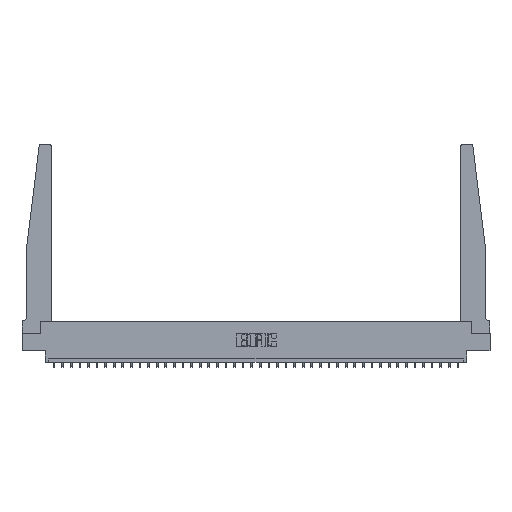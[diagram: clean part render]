
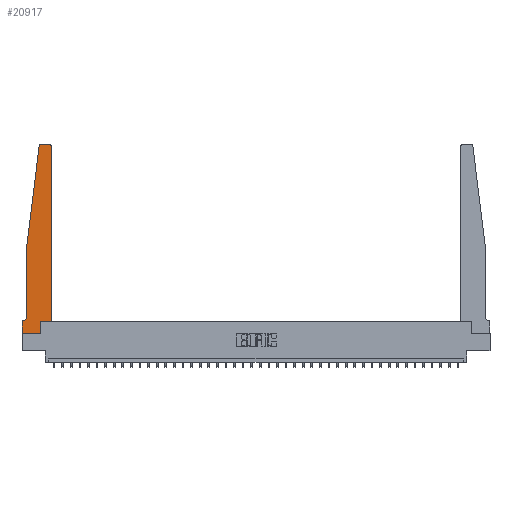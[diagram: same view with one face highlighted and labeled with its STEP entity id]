
A CAD part, top view. The second image highlights one B-rep face of the part: STEP entity #20917.
In plain terms, the highlighted planar face has unit normal (0, 0, 1).
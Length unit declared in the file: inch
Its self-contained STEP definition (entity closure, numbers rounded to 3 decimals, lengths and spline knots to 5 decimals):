
#760 = DIRECTION ( 'NONE',  ( 1., 0., 0. ) ) ;
#885 = VECTOR ( 'NONE', #23236, 39.37008 ) ;
#1497 = CARTESIAN_POINT ( 'NONE',  ( 0.015, 0.2375, 0.37 ) ) ;
#1629 = EDGE_CURVE ( 'NONE', #3113, #24224, #20757, .T. ) ;
#1858 = ORIENTED_EDGE ( 'NONE', *, *, #10548, .T. ) ;
#2085 = CARTESIAN_POINT ( 'NONE',  ( 0.24675, 2.72367, 0.37 ) ) ;
#2383 = VECTOR ( 'NONE', #20432, 39.37008 ) ;
#2647 = CARTESIAN_POINT ( 'NONE',  ( 0.25, 2.75, 0.37 ) ) ;
#2802 = VERTEX_POINT ( 'NONE', #33458 ) ;
#2945 = EDGE_CURVE ( 'NONE', #3821, #13139, #21277, .T. ) ;
#2958 = VECTOR ( 'NONE', #760, 39.37008 ) ;
#3113 = VERTEX_POINT ( 'NONE', #3839 ) ;
#3636 = EDGE_CURVE ( 'NONE', #23843, #4136, #13137, .T. ) ;
#3821 = VERTEX_POINT ( 'NONE', #13485 ) ;
#3839 = CARTESIAN_POINT ( 'NONE',  ( 0., 0.1875, 0.37 ) ) ;
#3879 = ORIENTED_EDGE ( 'NONE', *, *, #4824, .T. ) ;
#4117 = CARTESIAN_POINT ( 'NONE',  ( 0.2605, 0.18, 0.37 ) ) ;
#4136 = VERTEX_POINT ( 'NONE', #28942 ) ;
#4317 = CIRCLE ( 'NONE', #6534, 0.05 ) ;
#4356 = VECTOR ( 'NONE', #31368, 39.37008 ) ;
#4824 = EDGE_CURVE ( 'NONE', #7405, #9617, #9726, .T. ) ;
#4934 = CARTESIAN_POINT ( 'NONE',  ( 0., 0., 0.37 ) ) ;
#4951 = DIRECTION ( 'NONE',  ( 1., 0., 0. ) ) ;
#5113 = DIRECTION ( 'NONE',  ( -1., 0., 0. ) ) ;
#5160 = DIRECTION ( 'NONE',  ( 1., 0., 0. ) ) ;
#5500 = CARTESIAN_POINT ( 'NONE',  ( 0., 0., 0.37 ) ) ;
#5664 = EDGE_CURVE ( 'NONE', #9617, #19349, #18107, .T. ) ;
#6534 = AXIS2_PLACEMENT_3D ( 'NONE', #1497, #9216, #33723 ) ;
#6938 = DIRECTION ( 'NONE',  ( 0., 1., 0. ) ) ;
#7204 = PLANE ( 'NONE',  #33327 ) ;
#7405 = VERTEX_POINT ( 'NONE', #2085 ) ;
#7516 = DIRECTION ( 'NONE',  ( 0., 0., 1. ) ) ;
#7894 = AXIS2_PLACEMENT_3D ( 'NONE', #18431, #7516, #29060 ) ;
#8963 = AXIS2_PLACEMENT_3D ( 'NONE', #20189, #23515, #20357 ) ;
#9209 = LINE ( 'NONE', #33188, #11193 ) ;
#9216 = DIRECTION ( 'NONE',  ( 0., 0., -1. ) ) ;
#9321 = ORIENTED_EDGE ( 'NONE', *, *, #5664, .T. ) ;
#9617 = VERTEX_POINT ( 'NONE', #26553 ) ;
#9726 = LINE ( 'NONE', #28156, #17580 ) ;
#10409 = EDGE_CURVE ( 'NONE', #13139, #7405, #27822, .T. ) ;
#10548 = EDGE_CURVE ( 'NONE', #2802, #28540, #9209, .T. ) ;
#11044 = VECTOR ( 'NONE', #5160, 39.37008 ) ;
#11193 = VECTOR ( 'NONE', #6938, 39.37008 ) ;
#11577 = CARTESIAN_POINT ( 'NONE',  ( 0.065, 0.2375, 0.37 ) ) ;
#11660 = ORIENTED_EDGE ( 'NONE', *, *, #12315, .T. ) ;
#12315 = EDGE_CURVE ( 'NONE', #16885, #3113, #33330, .T. ) ;
#12586 = DIRECTION ( 'NONE',  ( 0., 0., 1. ) ) ;
#12591 = EDGE_CURVE ( 'NONE', #28540, #23843, #26882, .T. ) ;
#12914 = DIRECTION ( 'NONE',  ( 0., -1., 0. ) ) ;
#13137 = LINE ( 'NONE', #26192, #885 ) ;
#13139 = VERTEX_POINT ( 'NONE', #28192 ) ;
#13485 = CARTESIAN_POINT ( 'NONE',  ( 0.395, 2.75, 0.37 ) ) ;
#14277 = CARTESIAN_POINT ( 'NONE',  ( 0., 0., 0.37 ) ) ;
#14795 = ORIENTED_EDGE ( 'NONE', *, *, #29478, .T. ) ;
#15880 = FACE_OUTER_BOUND ( 'NONE', #18386, .T. ) ;
#16078 = ORIENTED_EDGE ( 'NONE', *, *, #27543, .T. ) ;
#16885 = VERTEX_POINT ( 'NONE', #24580 ) ;
#17580 = VECTOR ( 'NONE', #31322, 39.37008 ) ;
#18107 = LINE ( 'NONE', #26118, #4356 ) ;
#18386 = EDGE_LOOP ( 'NONE', ( #33215, #20724, #3879, #9321, #19467, #11660, #24663, #16078, #1858, #23972, #29660, #14795 ) ) ;
#18431 = CARTESIAN_POINT ( 'NONE',  ( 0.27653, 2.72, 0.37 ) ) ;
#18484 = EDGE_CURVE ( 'NONE', #19349, #16885, #4317, .T. ) ;
#19349 = VERTEX_POINT ( 'NONE', #11577 ) ;
#19467 = ORIENTED_EDGE ( 'NONE', *, *, #18484, .T. ) ;
#20189 = CARTESIAN_POINT ( 'NONE',  ( 0.395, 2.72, 0.37 ) ) ;
#20357 = DIRECTION ( 'NONE',  ( 1., 0., 0. ) ) ;
#20432 = DIRECTION ( 'NONE',  ( -1., 0., 0. ) ) ;
#20724 = ORIENTED_EDGE ( 'NONE', *, *, #10409, .T. ) ;
#20757 = LINE ( 'NONE', #4934, #33997 ) ;
#20917 = ADVANCED_FACE ( 'NONE', ( #15880 ), #7204, .T. ) ;
#21277 = LINE ( 'NONE', #2647, #24526 ) ;
#23236 = DIRECTION ( 'NONE',  ( 0., 1., 0. ) ) ;
#23368 = CIRCLE ( 'NONE', #8963, 0.03 ) ;
#23515 = DIRECTION ( 'NONE',  ( 0., 0., 1. ) ) ;
#23843 = VERTEX_POINT ( 'NONE', #34361 ) ;
#23972 = ORIENTED_EDGE ( 'NONE', *, *, #12591, .T. ) ;
#24224 = VERTEX_POINT ( 'NONE', #14277 ) ;
#24526 = VECTOR ( 'NONE', #5113, 39.37008 ) ;
#24580 = CARTESIAN_POINT ( 'NONE',  ( 0.015, 0.1875, 0.37 ) ) ;
#24663 = ORIENTED_EDGE ( 'NONE', *, *, #1629, .T. ) ;
#25804 = CARTESIAN_POINT ( 'NONE',  ( 0., 0.1875, 0.37 ) ) ;
#26118 = CARTESIAN_POINT ( 'NONE',  ( 0.065, 1.25, 0.37 ) ) ;
#26192 = CARTESIAN_POINT ( 'NONE',  ( 0.425, 0.18, 0.37 ) ) ;
#26553 = CARTESIAN_POINT ( 'NONE',  ( 0.065, 1.25, 0.37 ) ) ;
#26882 = LINE ( 'NONE', #32797, #2958 ) ;
#27543 = EDGE_CURVE ( 'NONE', #24224, #2802, #31946, .T. ) ;
#27822 = CIRCLE ( 'NONE', #7894, 0.03 ) ;
#28156 = CARTESIAN_POINT ( 'NONE',  ( 0.065, 1.25, 0.37 ) ) ;
#28192 = CARTESIAN_POINT ( 'NONE',  ( 0.27653, 2.75, 0.37 ) ) ;
#28540 = VERTEX_POINT ( 'NONE', #4117 ) ;
#28942 = CARTESIAN_POINT ( 'NONE',  ( 0.425, 2.72, 0.37 ) ) ;
#29060 = DIRECTION ( 'NONE',  ( 1., 0., 0. ) ) ;
#29478 = EDGE_CURVE ( 'NONE', #4136, #3821, #23368, .T. ) ;
#29660 = ORIENTED_EDGE ( 'NONE', *, *, #3636, .T. ) ;
#31322 = DIRECTION ( 'NONE',  ( -0.122, -0.992, 0. ) ) ;
#31368 = DIRECTION ( 'NONE',  ( 0., -1., 0. ) ) ;
#31946 = LINE ( 'NONE', #5500, #11044 ) ;
#32797 = CARTESIAN_POINT ( 'NONE',  ( 0.425, 0.18, 0.37 ) ) ;
#33188 = CARTESIAN_POINT ( 'NONE',  ( 0.2605, 0.18, 0.37 ) ) ;
#33215 = ORIENTED_EDGE ( 'NONE', *, *, #2945, .T. ) ;
#33327 = AXIS2_PLACEMENT_3D ( 'NONE', #25804, #12586, #4951 ) ;
#33330 = LINE ( 'NONE', #33678, #2383 ) ;
#33458 = CARTESIAN_POINT ( 'NONE',  ( 0.2605, 0., 0.37 ) ) ;
#33678 = CARTESIAN_POINT ( 'NONE',  ( 0.065, 0.1875, 0.37 ) ) ;
#33723 = DIRECTION ( 'NONE',  ( -1., 0., 0. ) ) ;
#33997 = VECTOR ( 'NONE', #12914, 39.37008 ) ;
#34361 = CARTESIAN_POINT ( 'NONE',  ( 0.425, 0.18, 0.37 ) ) ;
